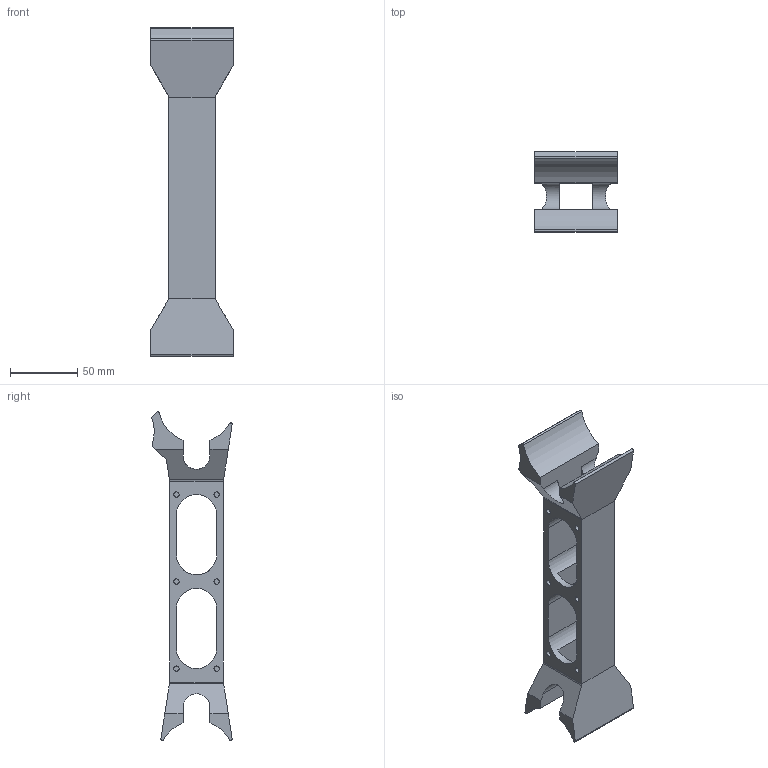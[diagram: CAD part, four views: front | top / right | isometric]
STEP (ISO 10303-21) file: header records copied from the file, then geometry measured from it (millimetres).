
FILE_DESCRIPTION(/* description */ (''),/* implementation_level */ '2;1');
FILE_NAME(/* name */ 'link2-3-frame_v0.1.0.step',/* time_stamp */ '2025-09-23T16:28:25+02:00',/* author */ (''),/* organization */ (''),/* preprocessor_version */ 'ST-DEVELOPER v20.1',/* originating_system */ 'Autodesk Translation Framework v14.10.0.0',/* authorisation */ '');
FILE_SCHEMA (('AUTOMOTIVE_DESIGN { 1 0 10303 214 3 1 1 }'));
Length unit declared in the file: millimetre
Products named in the file (1): link2-3_shell v0.2
Bounding box: 61.25 x 59.83 x 244.84 mm (x, y, z)
Volume: 196084.8 mm3; surface area: 57222.6 mm2
Topology: 1 solids, 1 shells, 95 faces, 241 edges, 158 vertices
Faces by surface type: plane 51, cylinder 44
Full cylindrical faces by diameter (mm): 4 x12
Entity records: 2929 total; most frequent: DIRECTION 529, CARTESIAN_POINT 495, ORIENTED_EDGE 482, EDGE_CURVE 241, AXIS2_PLACEMENT_3D 192, VERTEX_POINT 158, LINE 145, VECTOR 145
